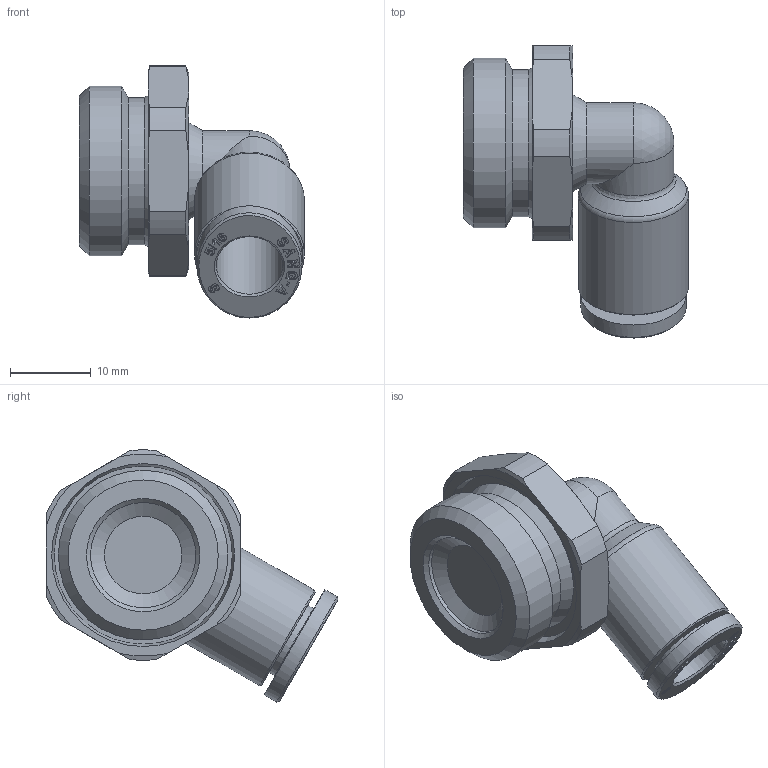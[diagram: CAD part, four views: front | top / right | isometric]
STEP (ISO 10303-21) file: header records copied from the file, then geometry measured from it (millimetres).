
FILE_DESCRIPTION(/* description */ ('Unknown'),/* implementation_level */ '2;1');
FILE_NAME(/* name */ 'P4G.08.1;2',/* time_stamp */ '2019-10-17T11:55:27-04:00',/* author */ ('Unknown'),/* organization */ ('Unknown'),/* preprocessor_version */ 'ST-DEVELOPER v16.7',/* originating_system */ 'DEX',/* authorisation */ $);
FILE_SCHEMA (('AUTOMOTIVE_DESIGN {1 0 10303 214 3 1 1}'));
Length unit declared in the file: millimetre
Products named in the file (3): P4G.08.1;2; FILET P4G.1;2G; COUDE P4G.08
Assembly tree (2 placements, depth 2):
  P4G.08.1;2
    FILET P4G.1;2G
    COUDE P4G.08
Bounding box: 27.8 x 36.07 x 31.14 mm (x, y, z)
Volume: 7190 mm3; surface area: 4285.5 mm2
Topology: 2 solids, 2 shells, 424 faces, 1181 edges, 783 vertices
Faces by surface type: plane 350, cylinder 34, cone 23, bspline 14, torus 2, sphere 1
Full cylindrical faces by diameter (mm): 5.3 x1, 8.2 x1, 9.6 x1, 10 x1, 13 x1, 13.6 x1, 18.2 x1, 20.955 x1
Entity records: 16283 total; most frequent: CARTESIAN_POINT 2896, ORIENTED_EDGE 2294, DIRECTION 1998, EDGE_CURVE 1147, LINE 986, VECTOR 986, VERTEX_POINT 773, AXIS2_PLACEMENT_3D 506
